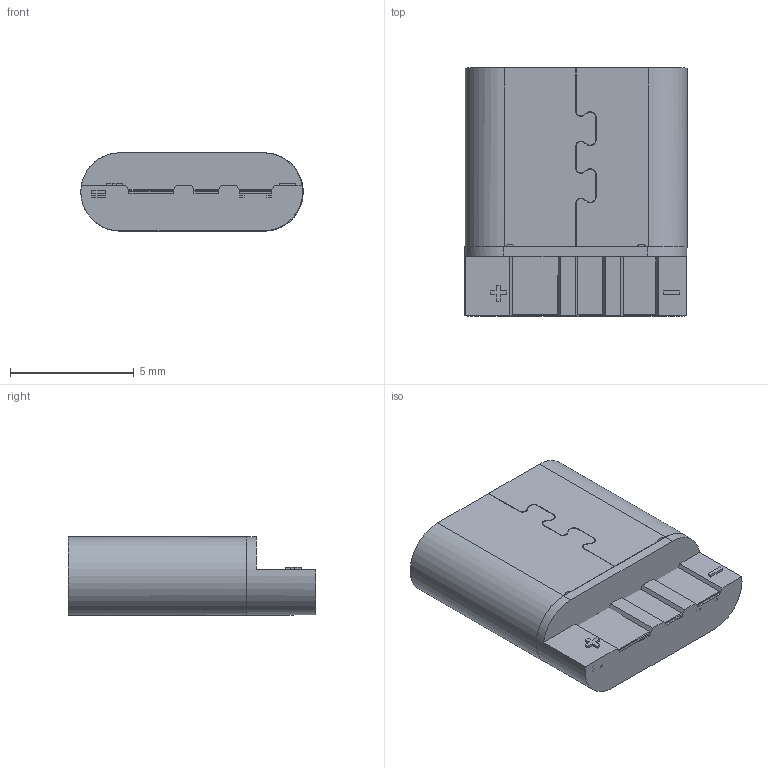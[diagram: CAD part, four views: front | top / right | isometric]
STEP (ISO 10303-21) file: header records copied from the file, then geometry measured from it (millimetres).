
FILE_DESCRIPTION (( 'STEP AP203' ), '1' );
FILE_NAME ('A06C-30-简易2P-3P母头.STEP', '2022-09-12T11:33:14', ( '微软用户' ), ( '微软中国' ), 'SwSTEP 2.0', 'SolidWorks 2020', '' );
FILE_SCHEMA (( 'CONFIG_CONTROL_DESIGN' ));
Length unit declared in the file: millimetre
Products named in the file (6): 2P傷赽20220516SLDPRT; 謗P褲20220912; A06C-30-潠眢2P-3P譫芛; 潠眢謗P樓CC; 潠眢謗P湍縐僑; 2P縐僑20220516
Assembly tree (5 placements, depth 3):
  A06C-30-潠眢2P-3P譫芛
    潠眢謗P湍縐僑
      潠眢謗P樓CC
      2P傷赽20220516SLDPRT
      2P縐僑20220516
    謗P褲20220912
Bounding box: 8.97 x 10 x 3.16 mm (x, y, z)
Volume: 153.6 mm3; surface area: 662.9 mm2
Topology: 8 solids, 8 shells, 460 faces, 1287 edges, 846 vertices
Faces by surface type: plane 262, cylinder 185, torus 9, cone 4
Entity records: 15547 total; most frequent: CARTESIAN_POINT 2763, DIRECTION 2582, ORIENTED_EDGE 2574, EDGE_CURVE 1287, LINE 872, VECTOR 872, AXIS2_PLACEMENT_3D 855, VERTEX_POINT 846
